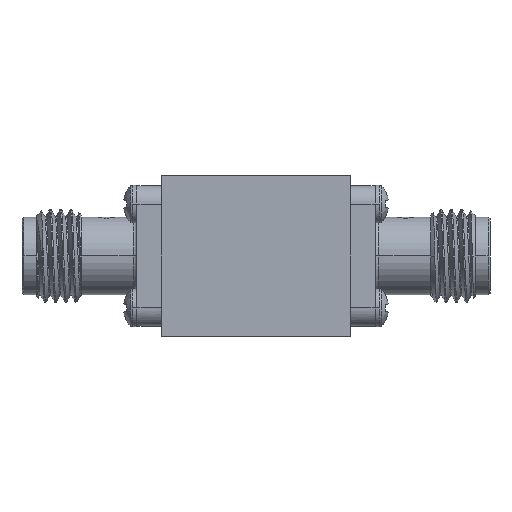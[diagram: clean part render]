
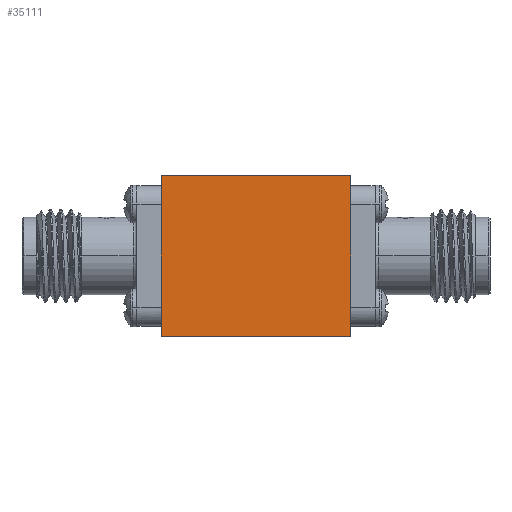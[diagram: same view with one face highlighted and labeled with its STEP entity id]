
A CAD part, left-side view. The second image highlights one B-rep face of the part: STEP entity #35111.
In plain terms, the highlighted planar face has unit normal (-1, 0, 0).
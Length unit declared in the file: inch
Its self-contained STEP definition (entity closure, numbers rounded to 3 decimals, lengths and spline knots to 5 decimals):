
#338 = LINE ( 'NONE', #27799, #23854 ) ;
#994 = FACE_OUTER_BOUND ( 'NONE', #26319, .T. ) ;
#2431 = EDGE_CURVE ( 'NONE', #16720, #5399, #338, .T. ) ;
#3434 = VECTOR ( 'NONE', #8396, 39.37008 ) ;
#5399 = VERTEX_POINT ( 'NONE', #25521 ) ;
#6844 = EDGE_CURVE ( 'NONE', #16720, #16013, #20328, .T. ) ;
#8396 = DIRECTION ( 'NONE',  ( 0., 0., -1. ) ) ;
#8399 = DIRECTION ( 'NONE',  ( 0., -1., 0. ) ) ;
#8874 = DIRECTION ( 'NONE',  ( 0., 0., -1. ) ) ;
#11122 = CARTESIAN_POINT ( 'NONE',  ( -0.50591, -0.25591, 0.21654 ) ) ;
#11125 = CARTESIAN_POINT ( 'NONE',  ( -0.50591, -0.25591, -0.21654 ) ) ;
#11552 = DIRECTION ( 'NONE',  ( 0., 0., -1. ) ) ;
#12319 = CARTESIAN_POINT ( 'NONE',  ( -0.50591, -0.25591, 0.21654 ) ) ;
#15481 = AXIS2_PLACEMENT_3D ( 'NONE', #17520, #23154, #11552 ) ;
#16013 = VERTEX_POINT ( 'NONE', #26081 ) ;
#16050 = ORIENTED_EDGE ( 'NONE', *, *, #18907, .F. ) ;
#16382 = LINE ( 'NONE', #11122, #3434 ) ;
#16702 = EDGE_CURVE ( 'NONE', #5399, #17771, #24938, .T. ) ;
#16720 = VERTEX_POINT ( 'NONE', #32143 ) ;
#17035 = ORIENTED_EDGE ( 'NONE', *, *, #6844, .F. ) ;
#17520 = CARTESIAN_POINT ( 'NONE',  ( -0.50591, -0.25591, 0.21654 ) ) ;
#17771 = VERTEX_POINT ( 'NONE', #32445 ) ;
#18907 = EDGE_CURVE ( 'NONE', #16013, #17771, #16382, .T. ) ;
#20328 = LINE ( 'NONE', #12319, #23442 ) ;
#23154 = DIRECTION ( 'NONE',  ( 1., 0., 0. ) ) ;
#23398 = DIRECTION ( 'NONE',  ( 0., -1., 0. ) ) ;
#23442 = VECTOR ( 'NONE', #23398, 39.37008 ) ;
#23854 = VECTOR ( 'NONE', #8874, 39.37008 ) ;
#24298 = VECTOR ( 'NONE', #8399, 39.37008 ) ;
#24938 = LINE ( 'NONE', #11125, #24298 ) ;
#25521 = CARTESIAN_POINT ( 'NONE',  ( -0.50591, 0.25591, -0.21654 ) ) ;
#26081 = CARTESIAN_POINT ( 'NONE',  ( -0.50591, -0.25591, 0.21654 ) ) ;
#26319 = EDGE_LOOP ( 'NONE', ( #32629, #16050, #17035, #27052 ) ) ;
#27052 = ORIENTED_EDGE ( 'NONE', *, *, #2431, .T. ) ;
#27799 = CARTESIAN_POINT ( 'NONE',  ( -0.50591, 0.25591, 0.21654 ) ) ;
#28285 = PLANE ( 'NONE',  #15481 ) ;
#32143 = CARTESIAN_POINT ( 'NONE',  ( -0.50591, 0.25591, 0.21654 ) ) ;
#32445 = CARTESIAN_POINT ( 'NONE',  ( -0.50591, -0.25591, -0.21654 ) ) ;
#32629 = ORIENTED_EDGE ( 'NONE', *, *, #16702, .T. ) ;
#35111 = ADVANCED_FACE ( 'NONE', ( #994 ), #28285, .F. ) ;
